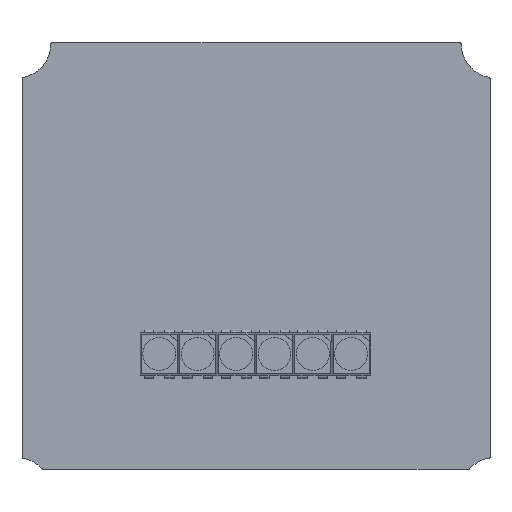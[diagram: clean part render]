
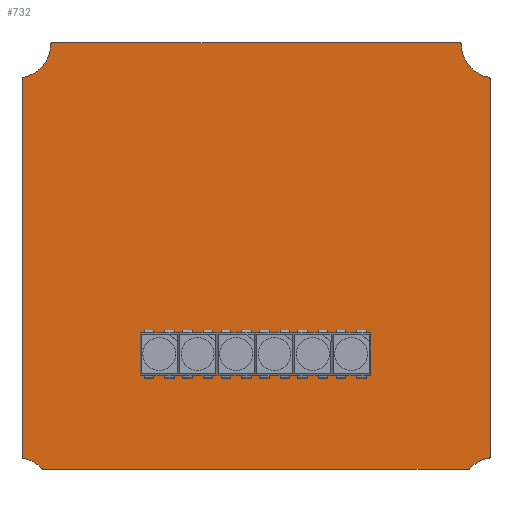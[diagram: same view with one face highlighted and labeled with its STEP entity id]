
A CAD part, top view. The second image highlights one B-rep face of the part: STEP entity #732.
In plain terms, the highlighted planar face has unit normal (0, 0, 1).
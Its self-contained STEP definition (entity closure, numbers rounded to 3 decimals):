
#59 = VERTEX_POINT('',#60);
#60 = CARTESIAN_POINT('',(39.463,38.642,0.));
#66 = EDGE_CURVE('',#59,#67,#69,.T.);
#67 = VERTEX_POINT('',#68);
#68 = CARTESIAN_POINT('',(40.821,37.88,0.));
#69 = CIRCLE('',#70,2.423);
#70 = AXIS2_PLACEMENT_3D('',#71,#72,#73);
#71 = CARTESIAN_POINT('',(39.019,36.26,0.));
#72 = DIRECTION('',(0.,0.,-1.));
#73 = DIRECTION('',(0.183,0.983,0.));
#99 = EDGE_CURVE('',#67,#100,#102,.T.);
#100 = VERTEX_POINT('',#101);
#101 = CARTESIAN_POINT('',(40.838,37.866,0.));
#102 = CIRCLE('',#103,0.056);
#103 = AXIS2_PLACEMENT_3D('',#104,#105,#106);
#104 = CARTESIAN_POINT('',(40.864,37.915,0.));
#105 = DIRECTION('',(0.,0.,1.));
#106 = DIRECTION('',(-0.775,-0.632,0.));
#132 = EDGE_CURVE('',#100,#133,#135,.T.);
#133 = VERTEX_POINT('',#134);
#134 = CARTESIAN_POINT('',(40.885,37.846,0.));
#135 = CIRCLE('',#136,0.061);
#136 = AXIS2_PLACEMENT_3D('',#137,#138,#139);
#137 = CARTESIAN_POINT('',(40.883,37.907,0.));
#138 = DIRECTION('',(0.,0.,1.));
#139 = DIRECTION('',(-0.74,-0.673,0.));
#165 = EDGE_CURVE('',#133,#166,#168,.T.);
#166 = VERTEX_POINT('',#167);
#167 = CARTESIAN_POINT('',(71.97,37.846,0.));
#168 = LINE('',#169,#170);
#169 = CARTESIAN_POINT('',(40.885,37.846,0.));
#170 = VECTOR('',#171,1.);
#171 = DIRECTION('',(1.,0.,0.));
#196 = EDGE_CURVE('',#166,#197,#199,.T.);
#197 = VERTEX_POINT('',#198);
#198 = CARTESIAN_POINT('',(72.019,37.869,0.));
#199 = CIRCLE('',#200,0.064);
#200 = AXIS2_PLACEMENT_3D('',#201,#202,#203);
#201 = CARTESIAN_POINT('',(71.97,37.91,0.));
#202 = DIRECTION('',(0.,0.,1.));
#203 = DIRECTION('',(0.,-1.,0.));
#229 = EDGE_CURVE('',#197,#230,#232,.T.);
#230 = VERTEX_POINT('',#231);
#231 = CARTESIAN_POINT('',(72.031,37.88,0.));
#232 = CIRCLE('',#233,0.032);
#233 = AXIS2_PLACEMENT_3D('',#234,#235,#236);
#234 = CARTESIAN_POINT('',(72.004,37.897,0.));
#235 = DIRECTION('',(0.,0.,1.));
#236 = DIRECTION('',(0.467,-0.884,0.));
#262 = EDGE_CURVE('',#230,#263,#265,.T.);
#263 = VERTEX_POINT('',#264);
#264 = CARTESIAN_POINT('',(73.417,38.647,0.));
#265 = CIRCLE('',#266,2.418);
#266 = AXIS2_PLACEMENT_3D('',#267,#268,#269);
#267 = CARTESIAN_POINT('',(73.83,36.265,0.));
#268 = DIRECTION('',(0.,0.,-1.));
#269 = DIRECTION('',(-0.744,0.668,0.));
#295 = EDGE_CURVE('',#263,#296,#298,.T.);
#296 = VERTEX_POINT('',#297);
#297 = CARTESIAN_POINT('',(73.434,38.652,0.));
#298 = CIRCLE('',#299,0.115);
#299 = AXIS2_PLACEMENT_3D('',#300,#301,#302);
#300 = CARTESIAN_POINT('',(73.393,38.759,0.));
#301 = DIRECTION('',(0.,0.,1.));
#302 = DIRECTION('',(0.207,-0.978,0.));
#328 = EDGE_CURVE('',#296,#329,#331,.T.);
#329 = VERTEX_POINT('',#330);
#330 = CARTESIAN_POINT('',(73.499,38.716,0.));
#331 = CIRCLE('',#332,0.063);
#332 = AXIS2_PLACEMENT_3D('',#333,#334,#335);
#333 = CARTESIAN_POINT('',(73.436,38.715,0.));
#334 = DIRECTION('',(0.,0.,1.));
#335 = DIRECTION('',(-0.029,-1.,0.));
#361 = EDGE_CURVE('',#329,#362,#364,.T.);
#362 = VERTEX_POINT('',#363);
#363 = CARTESIAN_POINT('',(73.499,66.343,0.));
#364 = LINE('',#365,#366);
#365 = CARTESIAN_POINT('',(73.499,38.716,0.));
#366 = VECTOR('',#367,1.);
#367 = DIRECTION('',(0.,1.,0.));
#392 = EDGE_CURVE('',#362,#393,#395,.T.);
#393 = VERTEX_POINT('',#394);
#394 = CARTESIAN_POINT('',(73.463,66.4,0.));
#395 = CIRCLE('',#396,0.063);
#396 = AXIS2_PLACEMENT_3D('',#397,#398,#399);
#397 = CARTESIAN_POINT('',(73.436,66.343,0.));
#398 = DIRECTION('',(0.,0.,1.));
#399 = DIRECTION('',(1.,0.003,0.));
#425 = EDGE_CURVE('',#393,#426,#428,.T.);
#426 = VERTEX_POINT('',#427);
#427 = CARTESIAN_POINT('',(73.442,66.408,0.));
#428 = CIRCLE('',#429,0.057);
#429 = AXIS2_PLACEMENT_3D('',#430,#431,#432);
#430 = CARTESIAN_POINT('',(73.433,66.352,0.));
#431 = DIRECTION('',(0.,0.,1.));
#432 = DIRECTION('',(0.532,0.846,0.));
#458 = EDGE_CURVE('',#426,#459,#461,.T.);
#459 = VERTEX_POINT('',#460);
#460 = CARTESIAN_POINT('',(71.412,68.858,0.));
#461 = CIRCLE('',#462,2.448);
#462 = AXIS2_PLACEMENT_3D('',#463,#464,#465);
#463 = CARTESIAN_POINT('',(73.86,68.82,0.));
#464 = DIRECTION('',(0.,0.,-1.));
#465 = DIRECTION('',(-0.171,-0.985,0.));
#491 = EDGE_CURVE('',#459,#492,#494,.T.);
#492 = VERTEX_POINT('',#493);
#493 = CARTESIAN_POINT('',(71.328,68.92,0.));
#494 = CIRCLE('',#495,0.064);
#495 = AXIS2_PLACEMENT_3D('',#496,#497,#498);
#496 = CARTESIAN_POINT('',(71.348,68.86,0.));
#497 = DIRECTION('',(0.,0.,1.));
#498 = DIRECTION('',(1.,-0.026,0.));
#524 = EDGE_CURVE('',#492,#525,#527,.T.);
#525 = VERTEX_POINT('',#526);
#526 = CARTESIAN_POINT('',(41.549,68.92,0.));
#527 = LINE('',#528,#529);
#528 = CARTESIAN_POINT('',(71.328,68.92,0.));
#529 = VECTOR('',#530,1.);
#530 = DIRECTION('',(-1.,0.,0.));
#555 = EDGE_CURVE('',#525,#556,#558,.T.);
#556 = VERTEX_POINT('',#557);
#557 = CARTESIAN_POINT('',(41.465,68.858,0.));
#558 = CIRCLE('',#559,0.064);
#559 = AXIS2_PLACEMENT_3D('',#560,#561,#562);
#560 = CARTESIAN_POINT('',(41.529,68.86,0.));
#561 = DIRECTION('',(0.,0.,1.));
#562 = DIRECTION('',(0.319,0.948,0.));
#588 = EDGE_CURVE('',#556,#589,#591,.T.);
#589 = VERTEX_POINT('',#590);
#590 = CARTESIAN_POINT('',(39.469,66.414,0.));
#591 = CIRCLE('',#592,2.445);
#592 = AXIS2_PLACEMENT_3D('',#593,#594,#595);
#593 = CARTESIAN_POINT('',(39.02,68.818,0.));
#594 = DIRECTION('',(0.,0.,-1.));
#595 = DIRECTION('',(1.,0.016,0.));
#621 = EDGE_CURVE('',#589,#622,#624,.T.);
#622 = VERTEX_POINT('',#623);
#623 = CARTESIAN_POINT('',(39.371,66.36,0.));
#624 = CIRCLE('',#625,0.064);
#625 = AXIS2_PLACEMENT_3D('',#626,#627,#628);
#626 = CARTESIAN_POINT('',(39.435,66.36,0.));
#627 = DIRECTION('',(0.,0.,1.));
#628 = DIRECTION('',(0.536,0.844,0.));
#654 = EDGE_CURVE('',#622,#655,#657,.T.);
#655 = VERTEX_POINT('',#656);
#656 = CARTESIAN_POINT('',(39.371,38.699,0.));
#657 = LINE('',#658,#659);
#658 = CARTESIAN_POINT('',(39.371,66.36,0.));
#659 = VECTOR('',#660,1.);
#660 = DIRECTION('',(0.,-1.,0.));
#685 = EDGE_CURVE('',#655,#59,#686,.T.);
#686 = CIRCLE('',#687,0.064);
#687 = AXIS2_PLACEMENT_3D('',#688,#689,#690);
#688 = CARTESIAN_POINT('',(39.435,38.699,0.));
#689 = DIRECTION('',(0.,0.,1.));
#690 = DIRECTION('',(-1.,-0.001,0.));
#732 = ADVANCED_FACE('',(#733),#755,.T.);
#733 = FACE_BOUND('',#734,.T.);
#734 = EDGE_LOOP('',(#735,#736,#737,#738,#739,#740,#741,#742,#743,#744,
    #745,#746,#747,#748,#749,#750,#751,#752,#753,#754));
#735 = ORIENTED_EDGE('',*,*,#66,.T.);
#736 = ORIENTED_EDGE('',*,*,#99,.T.);
#737 = ORIENTED_EDGE('',*,*,#132,.T.);
#738 = ORIENTED_EDGE('',*,*,#165,.T.);
#739 = ORIENTED_EDGE('',*,*,#196,.T.);
#740 = ORIENTED_EDGE('',*,*,#229,.T.);
#741 = ORIENTED_EDGE('',*,*,#262,.T.);
#742 = ORIENTED_EDGE('',*,*,#295,.T.);
#743 = ORIENTED_EDGE('',*,*,#328,.T.);
#744 = ORIENTED_EDGE('',*,*,#361,.T.);
#745 = ORIENTED_EDGE('',*,*,#392,.T.);
#746 = ORIENTED_EDGE('',*,*,#425,.T.);
#747 = ORIENTED_EDGE('',*,*,#458,.T.);
#748 = ORIENTED_EDGE('',*,*,#491,.T.);
#749 = ORIENTED_EDGE('',*,*,#524,.T.);
#750 = ORIENTED_EDGE('',*,*,#555,.T.);
#751 = ORIENTED_EDGE('',*,*,#588,.T.);
#752 = ORIENTED_EDGE('',*,*,#621,.T.);
#753 = ORIENTED_EDGE('',*,*,#654,.T.);
#754 = ORIENTED_EDGE('',*,*,#685,.T.);
#755 = PLANE('',#756);
#756 = AXIS2_PLACEMENT_3D('',#757,#758,#759);
#757 = CARTESIAN_POINT('',(39.463,38.642,0.));
#758 = DIRECTION('',(0.,0.,1.));
#759 = DIRECTION('',(1.,0.,0.));
